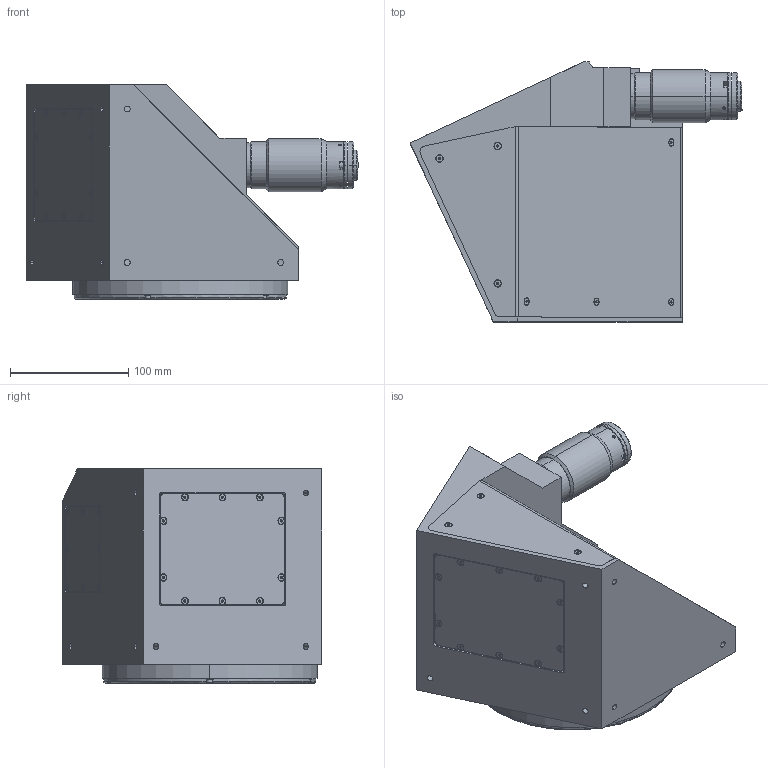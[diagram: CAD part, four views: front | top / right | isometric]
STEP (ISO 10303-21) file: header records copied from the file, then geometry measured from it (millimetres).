
FILE_DESCRIPTION (( 'STEP AP203' ), '1' );
FILE_NAME ('DP26990-B_TCCR4M120-C.step', '2022-02-18T14:37:15', ( '' ), ( '' ), 'SwSTEP 2.0', 'SolidWorks 2021', '' );
FILE_SCHEMA (( 'CONFIG_CONTROL_DESIGN' ));
Length unit declared in the file: millimetre
Products named in the file (1): DP26990-B_TCCR4M120-C
Bounding box: 281.18 x 220 x 181.4 mm (x, y, z)
Surface area: 230219.1 mm2 (no closed solid volume)
Topology: 0 solids, 74 shells, 504 faces, 1631 edges, 1133 vertices
Faces by surface type: plane 201, cylinder 152, cone 134, torus 15, sphere 2
Entity records: 17880 total; most frequent: CARTESIAN_POINT 3627, DIRECTION 3123, ORIENTED_EDGE 2455, EDGE_CURVE 1571, VERTEX_POINT 1133, AXIS2_PLACEMENT_3D 1095, VECTOR 933, LINE 933
